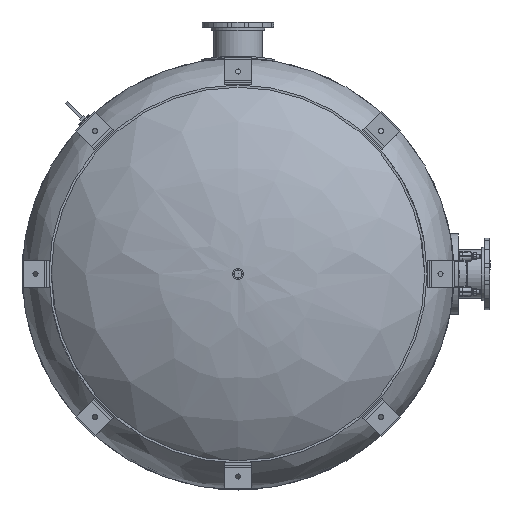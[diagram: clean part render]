
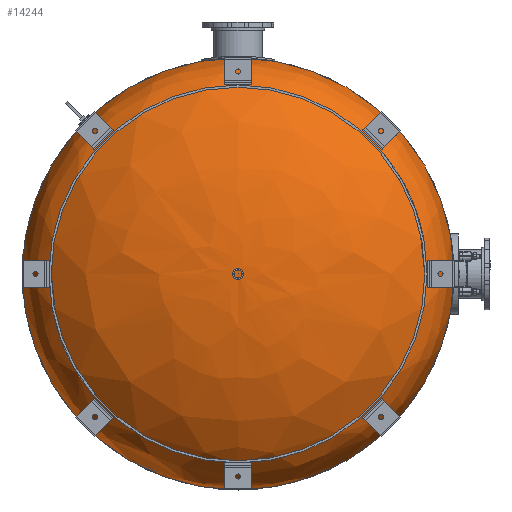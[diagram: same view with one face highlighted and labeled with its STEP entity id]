
A CAD part, front view. The second image highlights one B-rep face of the part: STEP entity #14244.
In plain terms, the highlighted free-form (B-spline) face has degree [2, 2] with [3, 9] control points.
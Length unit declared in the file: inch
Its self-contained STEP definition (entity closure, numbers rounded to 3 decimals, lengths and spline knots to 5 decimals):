
#451=ELLIPSE('',#15590,48.,24.25);
#514=(
BOUNDED_SURFACE()
B_SPLINE_SURFACE(2,2,((#21368,#21369,#21370,#21371,#21372,#21373,#21374,
#21375,#21376),(#21377,#21378,#21379,#21380,#21381,#21382,#21383,#21384,
#21385),(#21386,#21387,#21388,#21389,#21390,#21391,#21392,#21393,#21394)),
 .UNSPECIFIED.,.F.,.T.,.F.)
B_SPLINE_SURFACE_WITH_KNOTS((3,3),(3,2,2,2,3),(0.,1.5708),(0.,
1.5708,3.14159,4.71239,6.28319),
 .UNSPECIFIED.)
GEOMETRIC_REPRESENTATION_ITEM()
RATIONAL_B_SPLINE_SURFACE(((1.,0.707,1.,0.707,1.,
0.707,1.,0.707,1.),(0.707,0.5,0.707,
0.5,0.707,0.5,0.707,0.5,0.707),(1.,
0.707,1.,0.707,1.,0.707,1.,0.707,
1.)))
REPRESENTATION_ITEM('')
SURFACE()
);
#802=CIRCLE('',#15586,48.);
#803=CIRCLE('',#15587,48.);
#1672=FACE_OUTER_BOUND('',#2516,.T.);
#2516=EDGE_LOOP('',(#10020,#10021,#10022,#10023));
#6422=VERTEX_POINT('',#21360);
#6423=VERTEX_POINT('',#21362);
#6425=VERTEX_POINT('',#21395);
#7831=EDGE_CURVE('',#6422,#6423,#802,.T.);
#7832=EDGE_CURVE('',#6423,#6422,#803,.T.);
#7834=EDGE_CURVE('',#6425,#6423,#451,.T.);
#10020=ORIENTED_EDGE('',*,*,#7834,.T.);
#10021=ORIENTED_EDGE('',*,*,#7831,.F.);
#10022=ORIENTED_EDGE('',*,*,#7832,.F.);
#10023=ORIENTED_EDGE('',*,*,#7834,.F.);
#14244=ADVANCED_FACE('',(#1672),#514,.T.);
#15586=AXIS2_PLACEMENT_3D('',#21363,#16828,#16829);
#15587=AXIS2_PLACEMENT_3D('',#21364,#16830,#16831);
#15590=AXIS2_PLACEMENT_3D('',#21396,#16836,#16837);
#16828=DIRECTION('center_axis',(0.,-1.,0.));
#16829=DIRECTION('ref_axis',(1.,0.,0.));
#16830=DIRECTION('center_axis',(0.,-1.,0.));
#16831=DIRECTION('ref_axis',(1.,0.,0.));
#16836=DIRECTION('center_axis',(0.,0.,-1.));
#16837=DIRECTION('ref_axis',(1.,0.,0.));
#21360=CARTESIAN_POINT('',(-48.,0.,0.));
#21362=CARTESIAN_POINT('',(48.,0.,0.));
#21363=CARTESIAN_POINT('Origin',(0.,0.,0.));
#21364=CARTESIAN_POINT('Origin',(0.,0.,0.));
#21368=CARTESIAN_POINT('Ctrl Pts',(48.,0.,0.));
#21369=CARTESIAN_POINT('Ctrl Pts',(48.,0.,48.));
#21370=CARTESIAN_POINT('Ctrl Pts',(0.,0.,48.));
#21371=CARTESIAN_POINT('Ctrl Pts',(-48.,0.,48.));
#21372=CARTESIAN_POINT('Ctrl Pts',(-48.,0.,0.));
#21373=CARTESIAN_POINT('Ctrl Pts',(-48.,0.,-48.));
#21374=CARTESIAN_POINT('Ctrl Pts',(0.,0.,-48.));
#21375=CARTESIAN_POINT('Ctrl Pts',(48.,0.,-48.));
#21376=CARTESIAN_POINT('Ctrl Pts',(48.,0.,0.));
#21377=CARTESIAN_POINT('Ctrl Pts',(48.,24.25,0.));
#21378=CARTESIAN_POINT('Ctrl Pts',(48.,24.25,48.));
#21379=CARTESIAN_POINT('Ctrl Pts',(0.,24.25,48.));
#21380=CARTESIAN_POINT('Ctrl Pts',(-48.,24.25,48.));
#21381=CARTESIAN_POINT('Ctrl Pts',(-48.,24.25,0.));
#21382=CARTESIAN_POINT('Ctrl Pts',(-48.,24.25,-48.));
#21383=CARTESIAN_POINT('Ctrl Pts',(0.,24.25,-48.));
#21384=CARTESIAN_POINT('Ctrl Pts',(48.,24.25,-48.));
#21385=CARTESIAN_POINT('Ctrl Pts',(48.,24.25,0.));
#21386=CARTESIAN_POINT('Ctrl Pts',(0.,24.25,0.));
#21387=CARTESIAN_POINT('Ctrl Pts',(0.,24.25,0.));
#21388=CARTESIAN_POINT('Ctrl Pts',(0.,24.25,0.));
#21389=CARTESIAN_POINT('Ctrl Pts',(0.,24.25,0.));
#21390=CARTESIAN_POINT('Ctrl Pts',(0.,24.25,0.));
#21391=CARTESIAN_POINT('Ctrl Pts',(0.,24.25,0.));
#21392=CARTESIAN_POINT('Ctrl Pts',(0.,24.25,0.));
#21393=CARTESIAN_POINT('Ctrl Pts',(0.,24.25,0.));
#21394=CARTESIAN_POINT('Ctrl Pts',(0.,24.25,0.));
#21395=CARTESIAN_POINT('',(0.,24.25,0.));
#21396=CARTESIAN_POINT('Origin',(0.,0.,0.));
